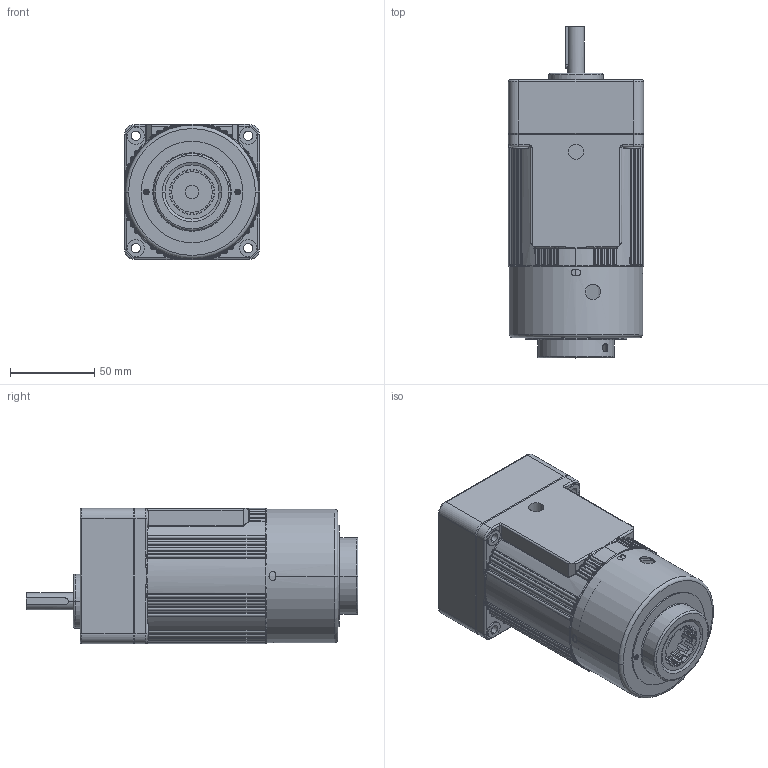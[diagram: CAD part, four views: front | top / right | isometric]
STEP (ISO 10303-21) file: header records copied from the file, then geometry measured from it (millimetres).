
FILE_DESCRIPTION (( 'STEP AP203' ), '1' );
FILE_NAME ('4IK25R-M+4GN3-15K.STEP', '2020-01-08T07:08:59', ( 'Sky123.Org' ), ( 'Sky123.Org' ), 'SwSTEP 2.0', 'SolidWorks 2014', '' );
FILE_SCHEMA (( 'CONFIG_CONTROL_DESIGN' ));
Length unit declared in the file: millimetre
Products named in the file (7): 4GN3-15K; 80价陬欶褲; 4IK25R-M+4GN3-15K; 测速线圈外壳; 测速线圈外壳2; 测速线圈总成; 4IK25A
Assembly tree (6 placements, depth 3):
  4IK25R-M+4GN3-15K
    4IK25A
    80价陬欶褲
    测速线圈总成
      测速线圈外壳
      测速线圈外壳2
    4GN3-15K
Bounding box: 80 x 196.5 x 80 mm (x, y, z)
Volume: 674684.8 mm3; surface area: 108454.5 mm2
Topology: 5 solids, 5 shells, 1020 faces, 2546 edges, 1498 vertices
Faces by surface type: cylinder 352, torus 210, bspline 191, plane 156, sphere 57, cone 54
Entity records: 37888 total; most frequent: CARTESIAN_POINT 13877, DIRECTION 4999, ORIENTED_EDGE 4954, EDGE_CURVE 2477, AXIS2_PLACEMENT_3D 2147, VERTEX_POINT 1496, CIRCLE 1308, EDGE_LOOP 1093
